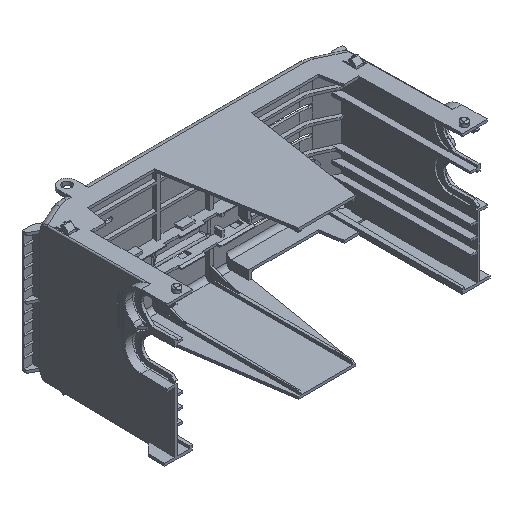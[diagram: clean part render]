
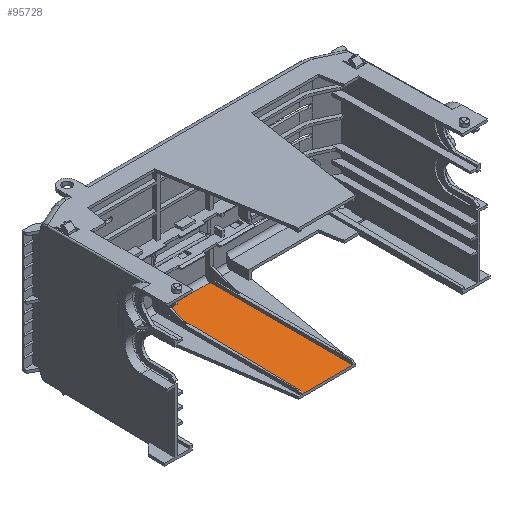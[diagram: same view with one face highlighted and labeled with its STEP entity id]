
A CAD part, isometric view. The second image highlights one B-rep face of the part: STEP entity #95728.
In plain terms, the highlighted planar face has unit normal (0, -0.009, 1).
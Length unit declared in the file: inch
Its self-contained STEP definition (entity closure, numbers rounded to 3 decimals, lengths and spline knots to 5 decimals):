
#4360 = FACE_OUTER_BOUND ( 'NONE', #76046, .T. ) ;
#12229 = CARTESIAN_POINT ( 'NONE',  ( 0.74922, 4.33191, -2.29129 ) ) ;
#12361 = VERTEX_POINT ( 'NONE', #37912 ) ;
#12437 = VECTOR ( 'NONE', #54598, 39.37008 ) ;
#24213 = DIRECTION ( 'NONE',  ( 0., 1., 0.009 ) ) ;
#29960 = CARTESIAN_POINT ( 'NONE',  ( 0.74922, 4.33191, -2.29129 ) ) ;
#34323 = EDGE_CURVE ( 'NONE', #12361, #68465, #64398, .T. ) ;
#36921 = ORIENTED_EDGE ( 'NONE', *, *, #66551, .F. ) ;
#36999 = VERTEX_POINT ( 'NONE', #66036 ) ;
#37435 = LINE ( 'NONE', #29960, #12437 ) ;
#37912 = CARTESIAN_POINT ( 'NONE',  ( -0.78703, 0., -2.32909 ) ) ;
#42032 = VECTOR ( 'NONE', #108845, 39.37008 ) ;
#43690 = EDGE_CURVE ( 'NONE', #65465, #36999, #37435, .T. ) ;
#46382 = CARTESIAN_POINT ( 'NONE',  ( -3.62876, 4.33191, -2.29129 ) ) ;
#48060 = ORIENTED_EDGE ( 'NONE', *, *, #93716, .T. ) ;
#50835 = DIRECTION ( 'NONE',  ( 1., 0., 0. ) ) ;
#54598 = DIRECTION ( 'NONE',  ( 0.009, -1., -0.009 ) ) ;
#61159 = ORIENTED_EDGE ( 'NONE', *, *, #43690, .F. ) ;
#61823 = VECTOR ( 'NONE', #71014, 39.37008 ) ;
#63069 = LINE ( 'NONE', #46382, #61823 ) ;
#64398 = LINE ( 'NONE', #65440, #42032 ) ;
#65440 = CARTESIAN_POINT ( 'NONE',  ( -0.78703, 0., -2.32909 ) ) ;
#65465 = VERTEX_POINT ( 'NONE', #12229 ) ;
#66036 = CARTESIAN_POINT ( 'NONE',  ( 0.78703, 0., -2.32909 ) ) ;
#66551 = EDGE_CURVE ( 'NONE', #68465, #65465, #63069, .T. ) ;
#68465 = VERTEX_POINT ( 'NONE', #104418 ) ;
#71014 = DIRECTION ( 'NONE',  ( 1., 0., 0. ) ) ;
#76046 = EDGE_LOOP ( 'NONE', ( #36921, #95977, #48060, #61159 ) ) ;
#83870 = PLANE ( 'NONE',  #103480 ) ;
#84043 = CARTESIAN_POINT ( 'NONE',  ( -4.62463, 0., -2.32909 ) ) ;
#91380 = LINE ( 'NONE', #84043, #97945 ) ;
#92328 = DIRECTION ( 'NONE',  ( 0., 0.009, -1. ) ) ;
#93716 = EDGE_CURVE ( 'NONE', #12361, #36999, #91380, .T. ) ;
#95728 = ADVANCED_FACE ( 'NONE', ( #4360 ), #83870, .F. ) ;
#95977 = ORIENTED_EDGE ( 'NONE', *, *, #34323, .F. ) ;
#97945 = VECTOR ( 'NONE', #50835, 39.37008 ) ;
#103480 = AXIS2_PLACEMENT_3D ( 'NONE', #107743, #92328, #24213 ) ;
#104418 = CARTESIAN_POINT ( 'NONE',  ( -0.74922, 4.33191, -2.29129 ) ) ;
#107743 = CARTESIAN_POINT ( 'NONE',  ( -3.62876, 4.54656, -2.28941 ) ) ;
#108845 = DIRECTION ( 'NONE',  ( 0.009, 1., 0.009 ) ) ;
